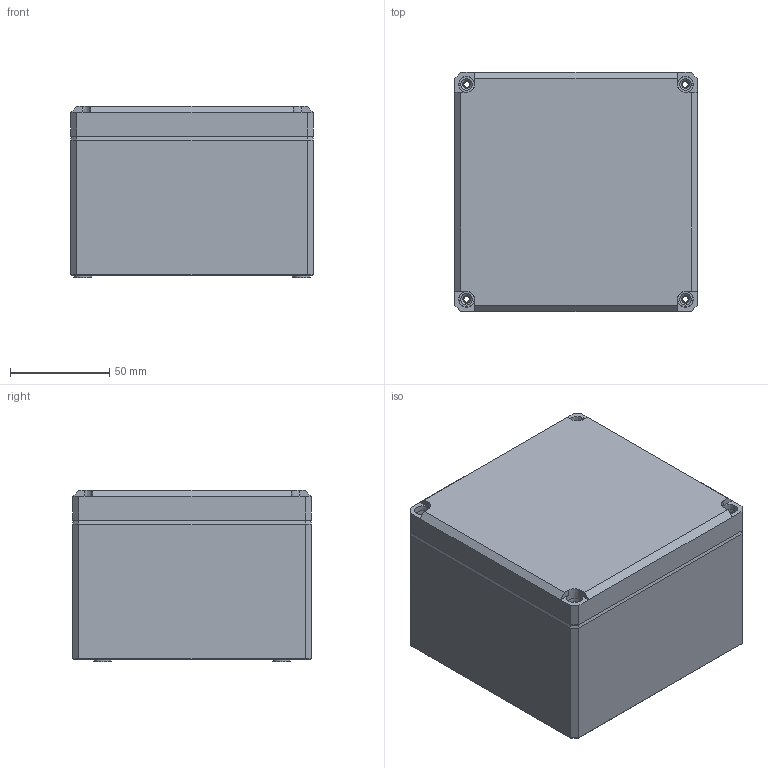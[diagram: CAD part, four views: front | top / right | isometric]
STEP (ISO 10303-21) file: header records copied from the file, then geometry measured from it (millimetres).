
FILE_DESCRIPTION((''),'2;1');
FILE_NAME('DPCP121209T_ASM','2008-12-18T',('pasi_koskela'),(''),'PRO/ENGINEER BY PARAMETRIC TECHNOLOGY CORPORATION, 2008250','PRO/ENGINEER BY PARAMETRIC TECHNOLOGY CORPORATION, 2008250','');
FILE_SCHEMA(('AUTOMOTIVE_DESIGN_CC2 { 1 2 10303 214 -1 1 5 2 }'));
Length unit declared in the file: millimetre
Products named in the file (3): DPCP121207B; DPCT121202L; DPCP121209T_ASM
Assembly tree (2 placements, depth 2):
  DPCP121209T_ASM
    DPCP121207B
    DPCT121202L
Bounding box: 122 x 120 x 86 mm (x, y, z)
Volume: 224611 mm3; surface area: 161947.3 mm2
Topology: 2 solids, 2 shells, 804 faces, 2029 edges, 1282 vertices
Faces by surface type: plane 308, cylinder 172, cone 148, bspline 100, torus 68, sphere 8
Entity records: 37716 total; most frequent: CARTESIAN_POINT 15207, ORIENTED_EDGE 4058, DIRECTION 3627, EDGE_CURVE 2029, AXIS2_PLACEMENT_3D 1321, VERTEX_POINT 1282, PRESENTATION_STYLE_ASSIGNMENT 1198, STYLED_ITEM 1198
